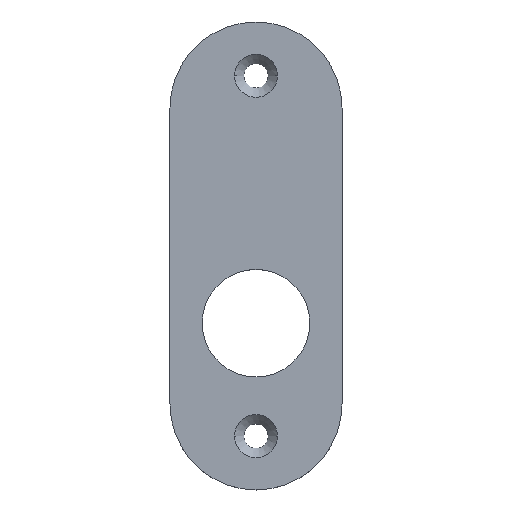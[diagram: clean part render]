
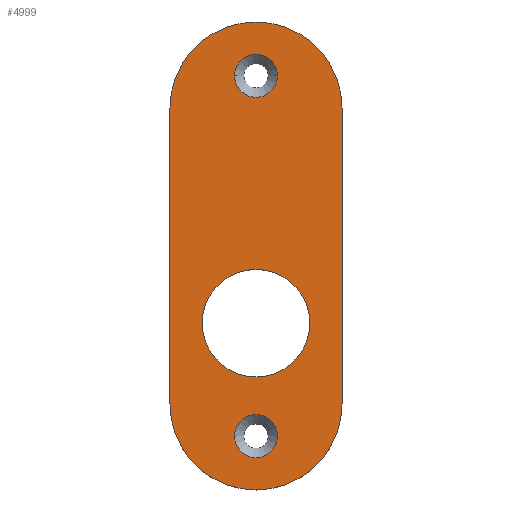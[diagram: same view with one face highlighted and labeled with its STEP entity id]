
A CAD part, top view. The second image highlights one B-rep face of the part: STEP entity #4999.
In plain terms, the highlighted planar face has unit normal (0, 0, 1).
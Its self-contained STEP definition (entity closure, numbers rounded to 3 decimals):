
#206 = EDGE_LOOP ( 'NONE', ( #3781, #7498 ) ) ;
#259 = CARTESIAN_POINT ( 'NONE',  ( 0., 33.5, 6. ) ) ;
#304 = CARTESIAN_POINT ( 'NONE',  ( -10., -12.5, 6. ) ) ;
#409 = ORIENTED_EDGE ( 'NONE', *, *, #7155, .F. ) ;
#450 = VERTEX_POINT ( 'NONE', #3269 ) ;
#652 = EDGE_LOOP ( 'NONE', ( #9046, #3121 ) ) ;
#716 = EDGE_CURVE ( 'NONE', #2773, #7889, #6624, .T. ) ;
#761 = CIRCLE ( 'NONE', #9606, 10. ) ;
#877 = VECTOR ( 'NONE', #9386, 1000. ) ;
#1174 = ORIENTED_EDGE ( 'NONE', *, *, #5130, .T. ) ;
#1201 = CARTESIAN_POINT ( 'NONE',  ( 0., 27.5, 6. ) ) ;
#1205 = DIRECTION ( 'NONE',  ( 1., 0., 0. ) ) ;
#1259 = CIRCLE ( 'NONE', #5631, 16. ) ;
#1265 = AXIS2_PLACEMENT_3D ( 'NONE', #5981, #2801, #6798 ) ;
#1411 = CARTESIAN_POINT ( 'NONE',  ( 10., -12.5, 6. ) ) ;
#1450 = EDGE_CURVE ( 'NONE', #9137, #4260, #9000, .T. ) ;
#1606 = AXIS2_PLACEMENT_3D ( 'NONE', #5369, #10079, #8480 ) ;
#1630 = DIRECTION ( 'NONE',  ( 1., 0., 0. ) ) ;
#1752 = EDGE_CURVE ( 'NONE', #8799, #9926, #1970, .T. ) ;
#1831 = DIRECTION ( 'NONE',  ( 1., 0., 0. ) ) ;
#1910 = CARTESIAN_POINT ( 'NONE',  ( -4., -33.5, 6. ) ) ;
#1968 = VERTEX_POINT ( 'NONE', #6017 ) ;
#1970 = CIRCLE ( 'NONE', #4306, 4. ) ;
#2059 = EDGE_LOOP ( 'NONE', ( #6306, #8051, #6247, #4503, #1174, #4415 ) ) ;
#2773 = VERTEX_POINT ( 'NONE', #7240 ) ;
#2801 = DIRECTION ( 'NONE',  ( 0., 0., 1. ) ) ;
#2937 = EDGE_LOOP ( 'NONE', ( #5850, #409 ) ) ;
#3121 = ORIENTED_EDGE ( 'NONE', *, *, #3402, .T. ) ;
#3195 = VERTEX_POINT ( 'NONE', #304 ) ;
#3215 = DIRECTION ( 'NONE',  ( 1., 0., 0. ) ) ;
#3269 = CARTESIAN_POINT ( 'NONE',  ( 16., -27.5, 6. ) ) ;
#3276 = CARTESIAN_POINT ( 'NONE',  ( 0., -33.5, 6. ) ) ;
#3314 = DIRECTION ( 'NONE',  ( 0., 0., 1. ) ) ;
#3384 = DIRECTION ( 'NONE',  ( 1., 0., 0. ) ) ;
#3402 = EDGE_CURVE ( 'NONE', #4260, #9137, #9508, .T. ) ;
#3583 = CARTESIAN_POINT ( 'NONE',  ( 0., -12.5, 6. ) ) ;
#3781 = ORIENTED_EDGE ( 'NONE', *, *, #10349, .T. ) ;
#4000 = VERTEX_POINT ( 'NONE', #8830 ) ;
#4097 = AXIS2_PLACEMENT_3D ( 'NONE', #6555, #8716, #4700 ) ;
#4260 = VERTEX_POINT ( 'NONE', #7614 ) ;
#4306 = AXIS2_PLACEMENT_3D ( 'NONE', #3276, #7343, #3384 ) ;
#4415 = ORIENTED_EDGE ( 'NONE', *, *, #6609, .T. ) ;
#4503 = ORIENTED_EDGE ( 'NONE', *, *, #5673, .T. ) ;
#4621 = VERTEX_POINT ( 'NONE', #1411 ) ;
#4643 = AXIS2_PLACEMENT_3D ( 'NONE', #259, #7453, #1831 ) ;
#4700 = DIRECTION ( 'NONE',  ( 1., 0., 0. ) ) ;
#4792 = CARTESIAN_POINT ( 'NONE',  ( -16., 27.5, 6. ) ) ;
#4831 = CARTESIAN_POINT ( 'NONE',  ( 0., -12.5, 6. ) ) ;
#4999 = ADVANCED_FACE ( 'NONE', ( #7152, #6293, #9143, #10049 ), #7018, .T. ) ;
#5130 = EDGE_CURVE ( 'NONE', #4000, #6433, #7398, .T. ) ;
#5131 = DIRECTION ( 'NONE',  ( 0., 0., 1. ) ) ;
#5153 = EDGE_CURVE ( 'NONE', #450, #1968, #7277, .T. ) ;
#5323 = CARTESIAN_POINT ( 'NONE',  ( 16., 43.5, 6. ) ) ;
#5369 = CARTESIAN_POINT ( 'NONE',  ( 0., -27.5, 6. ) ) ;
#5534 = EDGE_CURVE ( 'NONE', #4621, #3195, #761, .T. ) ;
#5551 = CIRCLE ( 'NONE', #4097, 4. ) ;
#5554 = DIRECTION ( 'NONE',  ( 0., 0., 1. ) ) ;
#5576 = CIRCLE ( 'NONE', #10112, 10. ) ;
#5631 = AXIS2_PLACEMENT_3D ( 'NONE', #1201, #5966, #6928 ) ;
#5673 = EDGE_CURVE ( 'NONE', #1968, #4000, #1259, .T. ) ;
#5850 = ORIENTED_EDGE ( 'NONE', *, *, #5534, .F. ) ;
#5966 = DIRECTION ( 'NONE',  ( 0., 0., 1. ) ) ;
#5967 = AXIS2_PLACEMENT_3D ( 'NONE', #6004, #8382, #1205 ) ;
#5969 = CARTESIAN_POINT ( 'NONE',  ( 4., -33.5, 6. ) ) ;
#5981 = CARTESIAN_POINT ( 'NONE',  ( 0., -27.5, 6. ) ) ;
#6004 = CARTESIAN_POINT ( 'NONE',  ( 0., 33.5, 6. ) ) ;
#6017 = CARTESIAN_POINT ( 'NONE',  ( 16., 27.5, 6. ) ) ;
#6247 = ORIENTED_EDGE ( 'NONE', *, *, #5153, .T. ) ;
#6249 = CARTESIAN_POINT ( 'NONE',  ( 0., 0., 6. ) ) ;
#6293 = FACE_BOUND ( 'NONE', #206, .T. ) ;
#6306 = ORIENTED_EDGE ( 'NONE', *, *, #716, .T. ) ;
#6433 = VERTEX_POINT ( 'NONE', #4792 ) ;
#6512 = CARTESIAN_POINT ( 'NONE',  ( 0., 27.5, 6. ) ) ;
#6555 = CARTESIAN_POINT ( 'NONE',  ( 0., -33.5, 6. ) ) ;
#6609 = EDGE_CURVE ( 'NONE', #6433, #2773, #8549, .T. ) ;
#6624 = CIRCLE ( 'NONE', #1265, 16. ) ;
#6798 = DIRECTION ( 'NONE',  ( 1., 0., 0. ) ) ;
#6928 = DIRECTION ( 'NONE',  ( 1., 0., 0. ) ) ;
#7018 = PLANE ( 'NONE',  #8534 ) ;
#7152 = FACE_BOUND ( 'NONE', #2937, .T. ) ;
#7155 = EDGE_CURVE ( 'NONE', #3195, #4621, #5576, .T. ) ;
#7240 = CARTESIAN_POINT ( 'NONE',  ( -16., -27.5, 6. ) ) ;
#7277 = LINE ( 'NONE', #5323, #877 ) ;
#7343 = DIRECTION ( 'NONE',  ( 0., 0., -1. ) ) ;
#7398 = CIRCLE ( 'NONE', #10299, 16. ) ;
#7453 = DIRECTION ( 'NONE',  ( 0., 0., -1. ) ) ;
#7498 = ORIENTED_EDGE ( 'NONE', *, *, #1752, .T. ) ;
#7556 = DIRECTION ( 'NONE',  ( 1., 0., 0. ) ) ;
#7614 = CARTESIAN_POINT ( 'NONE',  ( -4., 33.5, 6. ) ) ;
#7856 = CIRCLE ( 'NONE', #1606, 16. ) ;
#7889 = VERTEX_POINT ( 'NONE', #10053 ) ;
#8051 = ORIENTED_EDGE ( 'NONE', *, *, #8225, .T. ) ;
#8145 = DIRECTION ( 'NONE',  ( 0., -1., 0. ) ) ;
#8225 = EDGE_CURVE ( 'NONE', #7889, #450, #7856, .T. ) ;
#8382 = DIRECTION ( 'NONE',  ( 0., 0., -1. ) ) ;
#8480 = DIRECTION ( 'NONE',  ( 1., 0., 0. ) ) ;
#8534 = AXIS2_PLACEMENT_3D ( 'NONE', #6249, #5554, #1630 ) ;
#8549 = LINE ( 'NONE', #9883, #8776 ) ;
#8716 = DIRECTION ( 'NONE',  ( 0., 0., -1. ) ) ;
#8776 = VECTOR ( 'NONE', #8145, 1000. ) ;
#8799 = VERTEX_POINT ( 'NONE', #1910 ) ;
#8830 = CARTESIAN_POINT ( 'NONE',  ( 0., 43.5, 6. ) ) ;
#9000 = CIRCLE ( 'NONE', #5967, 4. ) ;
#9046 = ORIENTED_EDGE ( 'NONE', *, *, #1450, .T. ) ;
#9137 = VERTEX_POINT ( 'NONE', #9154 ) ;
#9143 = FACE_BOUND ( 'NONE', #652, .T. ) ;
#9154 = CARTESIAN_POINT ( 'NONE',  ( 4., 33.5, 6. ) ) ;
#9195 = DIRECTION ( 'NONE',  ( 1., 0., 0. ) ) ;
#9386 = DIRECTION ( 'NONE',  ( 0., 1., 0. ) ) ;
#9508 = CIRCLE ( 'NONE', #4643, 4. ) ;
#9606 = AXIS2_PLACEMENT_3D ( 'NONE', #3583, #5131, #7556 ) ;
#9629 = DIRECTION ( 'NONE',  ( 0., 0., 1. ) ) ;
#9883 = CARTESIAN_POINT ( 'NONE',  ( -16., 43.5, 6. ) ) ;
#9926 = VERTEX_POINT ( 'NONE', #5969 ) ;
#10049 = FACE_OUTER_BOUND ( 'NONE', #2059, .T. ) ;
#10053 = CARTESIAN_POINT ( 'NONE',  ( 0., -43.5, 6. ) ) ;
#10079 = DIRECTION ( 'NONE',  ( 0., 0., 1. ) ) ;
#10112 = AXIS2_PLACEMENT_3D ( 'NONE', #4831, #9629, #3215 ) ;
#10299 = AXIS2_PLACEMENT_3D ( 'NONE', #6512, #3314, #9195 ) ;
#10349 = EDGE_CURVE ( 'NONE', #9926, #8799, #5551, .T. ) ;
